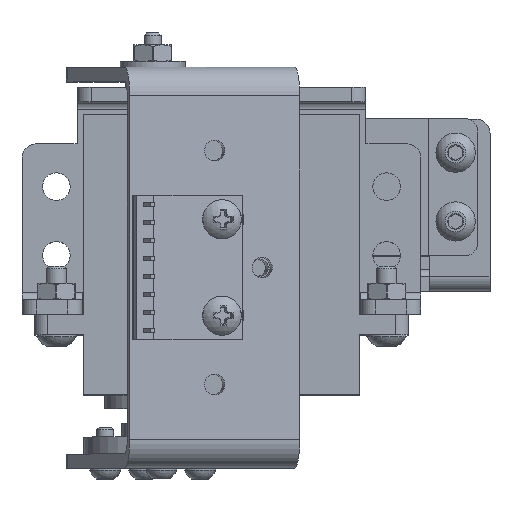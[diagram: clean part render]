
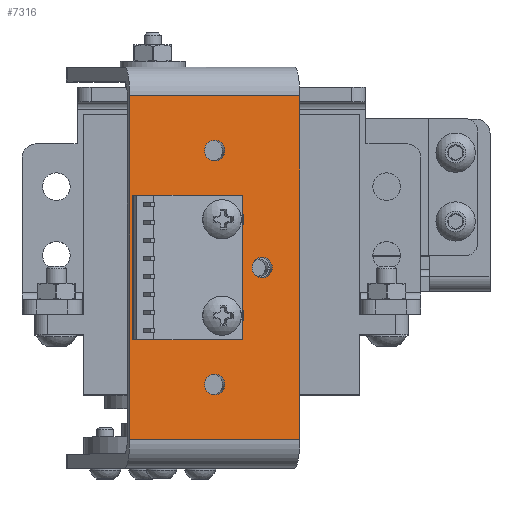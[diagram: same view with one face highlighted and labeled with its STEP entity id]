
A CAD part, top view. The second image highlights one B-rep face of the part: STEP entity #7316.
In plain terms, the highlighted face is planar.
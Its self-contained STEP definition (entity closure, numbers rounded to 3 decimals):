
#387=PLANE('',#8054);
#599=FACE_BOUND('',#2484,.T.);
#600=FACE_BOUND('',#2485,.T.);
#601=FACE_BOUND('',#2486,.T.);
#602=FACE_BOUND('',#2487,.T.);
#603=FACE_BOUND('',#2488,.T.);
#604=FACE_BOUND('',#2489,.T.);
#605=FACE_BOUND('',#2490,.T.);
#961=LINE('',#11475,#1498);
#962=LINE('',#11478,#1499);
#970=LINE('',#11500,#1507);
#971=LINE('',#11501,#1508);
#1498=VECTOR('',#9159,10.);
#1499=VECTOR('',#9162,10.);
#1507=VECTOR('',#9178,10.);
#1508=VECTOR('',#9179,10.);
#2037=FACE_OUTER_BOUND('',#2483,.T.);
#2483=EDGE_LOOP('',(#5433,#5434,#5435,#5436));
#2484=EDGE_LOOP('',(#5437));
#2485=EDGE_LOOP('',(#5438));
#2486=EDGE_LOOP('',(#5439));
#2487=EDGE_LOOP('',(#5440));
#2488=EDGE_LOOP('',(#5441));
#2489=EDGE_LOOP('',(#5442));
#2490=EDGE_LOOP('',(#5443));
#3052=CIRCLE('',#7985,1.5);
#3054=CIRCLE('',#7988,1.5);
#3056=CIRCLE('',#7991,1.5);
#3058=CIRCLE('',#7994,4.);
#3060=CIRCLE('',#7997,1.5);
#3062=CIRCLE('',#8000,1.5);
#3064=CIRCLE('',#8003,1.5);
#3513=VERTEX_POINT('',#11342);
#3515=VERTEX_POINT('',#11348);
#3517=VERTEX_POINT('',#11354);
#3519=VERTEX_POINT('',#11360);
#3521=VERTEX_POINT('',#11366);
#3523=VERTEX_POINT('',#11372);
#3525=VERTEX_POINT('',#11378);
#3555=VERTEX_POINT('',#11468);
#3558=VERTEX_POINT('',#11473);
#3559=VERTEX_POINT('',#11477);
#3569=VERTEX_POINT('',#11499);
#4208=EDGE_CURVE('',#3513,#3513,#3052,.T.);
#4211=EDGE_CURVE('',#3515,#3515,#3054,.T.);
#4214=EDGE_CURVE('',#3517,#3517,#3056,.T.);
#4217=EDGE_CURVE('',#3519,#3519,#3058,.T.);
#4220=EDGE_CURVE('',#3521,#3521,#3060,.T.);
#4223=EDGE_CURVE('',#3523,#3523,#3062,.T.);
#4226=EDGE_CURVE('',#3525,#3525,#3064,.T.);
#4274=EDGE_CURVE('',#3558,#3555,#961,.T.);
#4275=EDGE_CURVE('',#3559,#3555,#962,.T.);
#4286=EDGE_CURVE('',#3569,#3558,#970,.T.);
#4287=EDGE_CURVE('',#3559,#3569,#971,.T.);
#5433=ORIENTED_EDGE('',*,*,#4274,.F.);
#5434=ORIENTED_EDGE('',*,*,#4286,.F.);
#5435=ORIENTED_EDGE('',*,*,#4287,.F.);
#5436=ORIENTED_EDGE('',*,*,#4275,.T.);
#5437=ORIENTED_EDGE('',*,*,#4208,.T.);
#5438=ORIENTED_EDGE('',*,*,#4211,.T.);
#5439=ORIENTED_EDGE('',*,*,#4214,.T.);
#5440=ORIENTED_EDGE('',*,*,#4217,.T.);
#5441=ORIENTED_EDGE('',*,*,#4220,.T.);
#5442=ORIENTED_EDGE('',*,*,#4223,.T.);
#5443=ORIENTED_EDGE('',*,*,#4226,.T.);
#7316=ADVANCED_FACE('',(#2037,#599,#600,#601,#602,#603,#604,#605),#387,
 .T.);
#7985=AXIS2_PLACEMENT_3D('',#11343,#9007,#9008);
#7988=AXIS2_PLACEMENT_3D('',#11349,#9014,#9015);
#7991=AXIS2_PLACEMENT_3D('',#11355,#9021,#9022);
#7994=AXIS2_PLACEMENT_3D('',#11361,#9028,#9029);
#7997=AXIS2_PLACEMENT_3D('',#11367,#9035,#9036);
#8000=AXIS2_PLACEMENT_3D('',#11373,#9042,#9043);
#8003=AXIS2_PLACEMENT_3D('',#11379,#9049,#9050);
#8054=AXIS2_PLACEMENT_3D('',#11498,#9176,#9177);
#9007=DIRECTION('center_axis',(0.,0.,1.));
#9008=DIRECTION('ref_axis',(1.,0.,0.));
#9014=DIRECTION('center_axis',(0.,0.,1.));
#9015=DIRECTION('ref_axis',(1.,0.,0.));
#9021=DIRECTION('center_axis',(0.,0.,1.));
#9022=DIRECTION('ref_axis',(1.,0.,0.));
#9028=DIRECTION('center_axis',(0.,0.,1.));
#9029=DIRECTION('ref_axis',(1.,0.,0.));
#9035=DIRECTION('center_axis',(0.,0.,1.));
#9036=DIRECTION('ref_axis',(1.,0.,0.));
#9042=DIRECTION('center_axis',(0.,0.,1.));
#9043=DIRECTION('ref_axis',(1.,0.,0.));
#9049=DIRECTION('center_axis',(0.,0.,1.));
#9050=DIRECTION('ref_axis',(1.,0.,0.));
#9159=DIRECTION('',(0.,1.,0.));
#9162=DIRECTION('',(1.,0.,0.));
#9176=DIRECTION('center_axis',(0.,0.,-1.));
#9177=DIRECTION('ref_axis',(0.,1.,0.));
#9178=DIRECTION('',(1.,0.,0.));
#9179=DIRECTION('',(0.,-1.,0.));
#11342=CARTESIAN_POINT('',(10.65,12.55,0.));
#11343=CARTESIAN_POINT('Origin',(12.15,12.55,0.));
#11348=CARTESIAN_POINT('',(20.65,12.55,0.));
#11349=CARTESIAN_POINT('Origin',(22.15,12.55,0.));
#11354=CARTESIAN_POINT('',(27.65,5.55,0.));
#11355=CARTESIAN_POINT('Origin',(29.15,5.55,0.));
#11360=CARTESIAN_POINT('',(25.15,12.55,0.));
#11361=CARTESIAN_POINT('Origin',(29.15,12.55,0.));
#11366=CARTESIAN_POINT('',(44.65,12.55,0.));
#11367=CARTESIAN_POINT('Origin',(46.15,12.55,0.));
#11372=CARTESIAN_POINT('',(34.65,12.55,0.));
#11373=CARTESIAN_POINT('Origin',(36.15,12.55,0.));
#11378=CARTESIAN_POINT('',(27.65,19.55,0.));
#11379=CARTESIAN_POINT('Origin',(29.15,19.55,0.));
#11468=CARTESIAN_POINT('',(54.1,25.1,0.));
#11473=CARTESIAN_POINT('',(54.1,0.,0.));
#11475=CARTESIAN_POINT('',(54.1,6.275,0.));
#11477=CARTESIAN_POINT('',(4.2,25.1,0.));
#11478=CARTESIAN_POINT('',(56.2,25.1,0.));
#11498=CARTESIAN_POINT('Origin',(0.,0.,0.));
#11499=CARTESIAN_POINT('',(4.2,0.,0.));
#11500=CARTESIAN_POINT('',(56.2,0.,0.));
#11501=CARTESIAN_POINT('',(4.2,6.275,0.));
